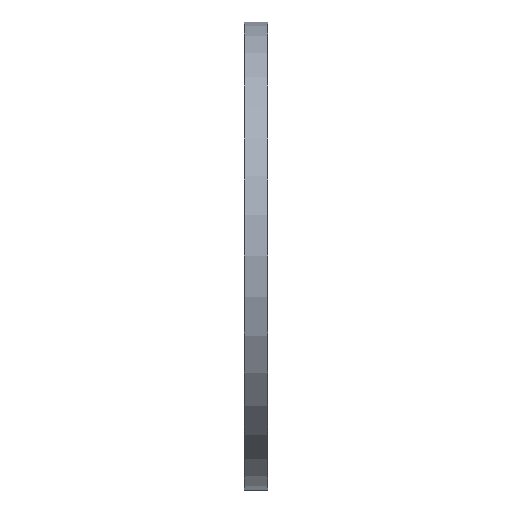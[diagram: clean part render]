
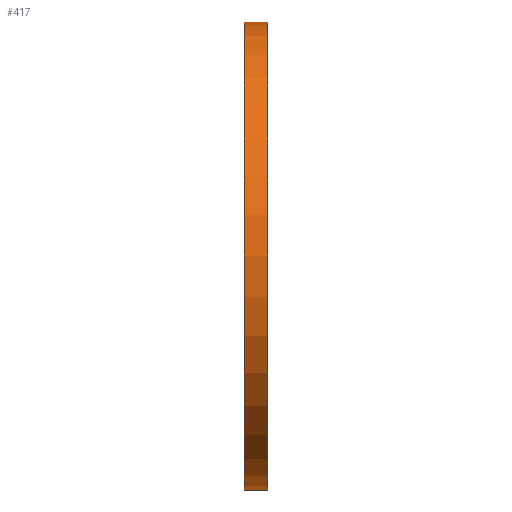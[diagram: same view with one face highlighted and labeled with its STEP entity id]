
A CAD part, front view. The second image highlights one B-rep face of the part: STEP entity #417.
In plain terms, the highlighted cylindrical face has radius 530.225 mm (diameter 1060.45 mm), a partial arc.
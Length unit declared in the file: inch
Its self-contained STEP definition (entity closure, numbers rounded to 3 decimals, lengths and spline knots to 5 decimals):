
#52 = ORIENTED_EDGE ( 'NONE', *, *, #273, .F. ) ;
#77 = CYLINDRICAL_SURFACE ( 'NONE', #987, 20.875 ) ;
#79 = AXIS2_PLACEMENT_3D ( 'NONE', #449, #812, #672 ) ;
#105 = DIRECTION ( 'NONE',  ( -1., 0., 0. ) ) ;
#159 = DIRECTION ( 'NONE',  ( -1., 0., 0. ) ) ;
#237 = CARTESIAN_POINT ( 'NONE',  ( 2.1875, 0., -20.875 ) ) ;
#273 = EDGE_CURVE ( 'NONE', #490, #898, #472, .T. ) ;
#402 = VERTEX_POINT ( 'NONE', #1488 ) ;
#417 = ADVANCED_FACE ( 'NONE', ( #966 ), #77, .T. ) ;
#419 = CARTESIAN_POINT ( 'NONE',  ( 0., 0., 20.875 ) ) ;
#449 = CARTESIAN_POINT ( 'NONE',  ( 0.0625, 0., 0. ) ) ;
#465 = VECTOR ( 'NONE', #105, 39.37008 ) ;
#472 = LINE ( 'NONE', #1247, #465 ) ;
#490 = VERTEX_POINT ( 'NONE', #237 ) ;
#537 = CARTESIAN_POINT ( 'NONE',  ( 0.0625, 0., 20.875 ) ) ;
#585 = CARTESIAN_POINT ( 'NONE',  ( 0., 0., 0. ) ) ;
#662 = DIRECTION ( 'NONE',  ( 0., 0., 1. ) ) ;
#667 = ORIENTED_EDGE ( 'NONE', *, *, #1636, .T. ) ;
#672 = DIRECTION ( 'NONE',  ( 0., 0., 1. ) ) ;
#780 = LINE ( 'NONE', #419, #1310 ) ;
#812 = DIRECTION ( 'NONE',  ( -1., 0., 0. ) ) ;
#898 = VERTEX_POINT ( 'NONE', #1427 ) ;
#966 = FACE_OUTER_BOUND ( 'NONE', #982, .T. ) ;
#970 = EDGE_CURVE ( 'NONE', #402, #1496, #780, .T. ) ;
#982 = EDGE_LOOP ( 'NONE', ( #52, #667, #1028, #1535 ) ) ;
#987 = AXIS2_PLACEMENT_3D ( 'NONE', #585, #1091, #1609 ) ;
#1028 = ORIENTED_EDGE ( 'NONE', *, *, #970, .T. ) ;
#1079 = AXIS2_PLACEMENT_3D ( 'NONE', #1204, #159, #662 ) ;
#1086 = CIRCLE ( 'NONE', #79, 20.875 ) ;
#1091 = DIRECTION ( 'NONE',  ( -1., 0., 0. ) ) ;
#1204 = CARTESIAN_POINT ( 'NONE',  ( 2.1875, 0., 0. ) ) ;
#1247 = CARTESIAN_POINT ( 'NONE',  ( 0., 0., -20.875 ) ) ;
#1310 = VECTOR ( 'NONE', #1572, 39.37008 ) ;
#1350 = CIRCLE ( 'NONE', #1079, 20.875 ) ;
#1427 = CARTESIAN_POINT ( 'NONE',  ( 0.0625, 0., -20.875 ) ) ;
#1488 = CARTESIAN_POINT ( 'NONE',  ( 2.1875, 0., 20.875 ) ) ;
#1496 = VERTEX_POINT ( 'NONE', #537 ) ;
#1535 = ORIENTED_EDGE ( 'NONE', *, *, #1547, .F. ) ;
#1547 = EDGE_CURVE ( 'NONE', #898, #1496, #1086, .T. ) ;
#1572 = DIRECTION ( 'NONE',  ( -1., 0., 0. ) ) ;
#1609 = DIRECTION ( 'NONE',  ( 0., 0., 1. ) ) ;
#1636 = EDGE_CURVE ( 'NONE', #490, #402, #1350, .T. ) ;
